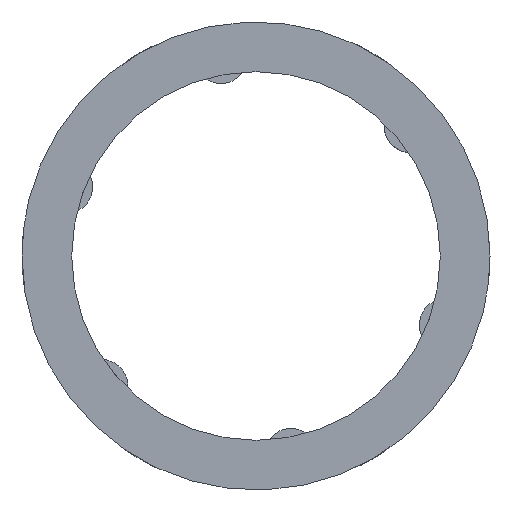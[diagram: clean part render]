
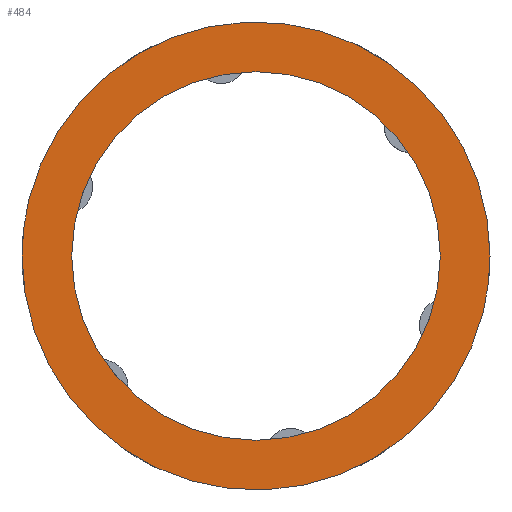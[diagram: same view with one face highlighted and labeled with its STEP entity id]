
A CAD part, front view. The second image highlights one B-rep face of the part: STEP entity #484.
In plain terms, the highlighted planar face has unit normal (0, -1, 0).
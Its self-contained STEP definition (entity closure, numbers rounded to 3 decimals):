
#101=AXIS2_PLACEMENT_3D('Circle Axis2P3D',#99,#100,$) ;
#228=AXIS2_PLACEMENT_3D('Circle Axis2P3D',#226,#227,$) ;
#418=AXIS2_PLACEMENT_3D('Plane Axis2P3D',#415,#416,#417) ;
#82=CARTESIAN_POINT('Vertex',(-15.75,-25.,0.)) ;
#96=CARTESIAN_POINT('Vertex',(15.75,-25.,0.)) ;
#99=CARTESIAN_POINT('Axis2P3D Location',(0.,-25.,0.)) ;
#226=CARTESIAN_POINT('Axis2P3D Location',(0.,-25.,0.)) ;
#415=CARTESIAN_POINT('Axis2P3D Location',(-17.875,-25.,0.)) ;
#421=CARTESIAN_POINT('Control Point',(-20.,-25.,0.)) ;
#422=CARTESIAN_POINT('Control Point',(-20.,-25.,-1.972)) ;
#423=CARTESIAN_POINT('Control Point',(-19.757,-25.,-3.944)) ;
#424=CARTESIAN_POINT('Control Point',(-19.271,-25.,-5.876)) ;
#425=CARTESIAN_POINT('Control Point',(-17.833,-25.,-9.58)) ;
#426=CARTESIAN_POINT('Control Point',(-15.539,-25.,-12.824)) ;
#427=CARTESIAN_POINT('Control Point',(-14.196,-25.,-14.296)) ;
#428=CARTESIAN_POINT('Control Point',(-11.176,-25.,-16.878)) ;
#429=CARTESIAN_POINT('Control Point',(-7.62,-25.,-18.65)) ;
#430=CARTESIAN_POINT('Control Point',(-5.741,-25.,-19.311)) ;
#431=CARTESIAN_POINT('Control Point',(-1.859,-25.,-20.157)) ;
#432=CARTESIAN_POINT('Control Point',(2.113,-25.,-20.036)) ;
#433=CARTESIAN_POINT('Control Point',(4.081,-25.,-19.729)) ;
#434=CARTESIAN_POINT('Control Point',(7.902,-25.,-18.637)) ;
#435=CARTESIAN_POINT('Control Point',(11.343,-25.,-16.65)) ;
#436=CARTESIAN_POINT('Control Point',(12.932,-25.,-15.449)) ;
#437=CARTESIAN_POINT('Control Point',(15.781,-25.,-12.679)) ;
#438=CARTESIAN_POINT('Control Point',(17.872,-25.,-9.3)) ;
#439=CARTESIAN_POINT('Control Point',(18.703,-25.,-7.49)) ;
#440=CARTESIAN_POINT('Control Point',(19.526,-25.,-4.889)) ;
#441=CARTESIAN_POINT('Control Point',(19.899,-25.,-2.205)) ;
#442=CARTESIAN_POINT('Control Point',(19.966,-25.,-1.471)) ;
#443=CARTESIAN_POINT('Control Point',(20.,-25.,-0.736)) ;
#444=CARTESIAN_POINT('Control Point',(20.,-25.,0.)) ;
#445=CARTESIAN_POINT('Vertex',(-20.,-25.,0.)) ;
#447=CARTESIAN_POINT('Vertex',(20.,-25.,0.)) ;
#451=CARTESIAN_POINT('Control Point',(20.,-25.,0.)) ;
#452=CARTESIAN_POINT('Control Point',(20.,-25.,1.972)) ;
#453=CARTESIAN_POINT('Control Point',(19.757,-25.,3.944)) ;
#454=CARTESIAN_POINT('Control Point',(19.271,-25.,5.876)) ;
#455=CARTESIAN_POINT('Control Point',(17.833,-25.,9.58)) ;
#456=CARTESIAN_POINT('Control Point',(15.539,-25.,12.824)) ;
#457=CARTESIAN_POINT('Control Point',(14.196,-25.,14.296)) ;
#458=CARTESIAN_POINT('Control Point',(11.176,-25.,16.878)) ;
#459=CARTESIAN_POINT('Control Point',(7.62,-25.,18.65)) ;
#460=CARTESIAN_POINT('Control Point',(5.741,-25.,19.311)) ;
#461=CARTESIAN_POINT('Control Point',(1.859,-25.,20.157)) ;
#462=CARTESIAN_POINT('Control Point',(-2.113,-25.,20.036)) ;
#463=CARTESIAN_POINT('Control Point',(-4.081,-25.,19.729)) ;
#464=CARTESIAN_POINT('Control Point',(-7.902,-25.,18.637)) ;
#465=CARTESIAN_POINT('Control Point',(-11.343,-25.,16.65)) ;
#466=CARTESIAN_POINT('Control Point',(-12.932,-25.,15.449)) ;
#467=CARTESIAN_POINT('Control Point',(-15.781,-25.,12.679)) ;
#468=CARTESIAN_POINT('Control Point',(-17.872,-25.,9.3)) ;
#469=CARTESIAN_POINT('Control Point',(-18.703,-25.,7.49)) ;
#470=CARTESIAN_POINT('Control Point',(-19.526,-25.,4.889)) ;
#471=CARTESIAN_POINT('Control Point',(-19.899,-25.,2.205)) ;
#472=CARTESIAN_POINT('Control Point',(-19.966,-25.,1.471)) ;
#473=CARTESIAN_POINT('Control Point',(-20.,-25.,0.736)) ;
#474=CARTESIAN_POINT('Control Point',(-20.,-25.,0.)) ;
#100=DIRECTION('Axis2P3D Direction',(0.,-1.,0.)) ;
#227=DIRECTION('Axis2P3D Direction',(0.,-1.,0.)) ;
#416=DIRECTION('Axis2P3D Direction',(0.,-1.,0.)) ;
#417=DIRECTION('Axis2P3D XDirection',(1.,0.,0.)) ;
#477=ORIENTED_EDGE('',*,*,#449,.T.) ;
#478=ORIENTED_EDGE('',*,*,#475,.T.) ;
#481=ORIENTED_EDGE('',*,*,#230,.F.) ;
#482=ORIENTED_EDGE('',*,*,#103,.F.) ;
#483=FACE_BOUND('',#480,.T.) ;
#484=ADVANCED_FACE('',(#479,#483),#419,.T.) ;
#420=B_SPLINE_CURVE_WITH_KNOTS('',5,(#421,#422,#423,#424,#425,#426,#427,#428,#429,#430,#431,#432,#433,#434,#435,#436,#437,#438,#439,#440,#441,#442,#443,#444),.UNSPECIFIED.,.F.,.U.,(6,3,3,3,3,3,3,6),(0.,13.943,27.885,41.828,55.77,69.713,83.656,88.857),.UNSPECIFIED.) ;
#450=B_SPLINE_CURVE_WITH_KNOTS('',5,(#451,#452,#453,#454,#455,#456,#457,#458,#459,#460,#461,#462,#463,#464,#465,#466,#467,#468,#469,#470,#471,#472,#473,#474),.UNSPECIFIED.,.F.,.U.,(6,3,3,3,3,3,3,6),(0.,13.943,27.885,41.828,55.77,69.713,83.656,88.857),.UNSPECIFIED.) ;
#102=CIRCLE('generated circle',#101,15.75) ;
#229=CIRCLE('generated circle',#228,15.75) ;
#103=EDGE_CURVE('',#97,#83,#102,.T.) ;
#230=EDGE_CURVE('',#83,#97,#229,.T.) ;
#449=EDGE_CURVE('',#446,#448,#420,.T.) ;
#475=EDGE_CURVE('',#448,#446,#450,.T.) ;
#476=EDGE_LOOP('',(#477,#478)) ;
#480=EDGE_LOOP('',(#481,#482)) ;
#479=FACE_OUTER_BOUND('',#476,.T.) ;
#419=PLANE('Plane',#418) ;
#83=VERTEX_POINT('',#82) ;
#97=VERTEX_POINT('',#96) ;
#446=VERTEX_POINT('',#445) ;
#448=VERTEX_POINT('',#447) ;
